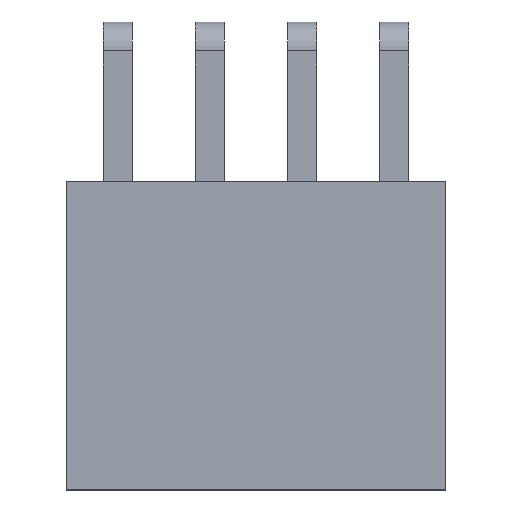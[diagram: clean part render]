
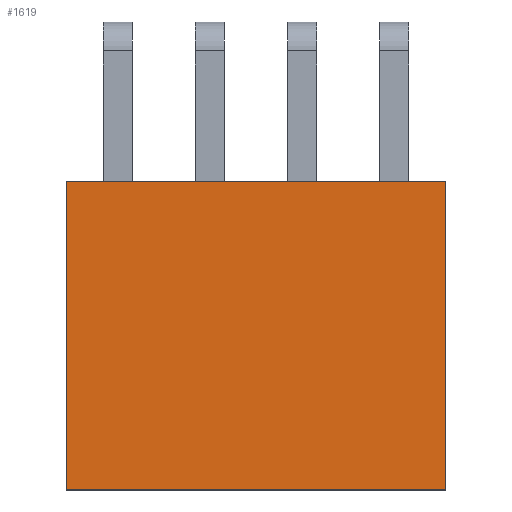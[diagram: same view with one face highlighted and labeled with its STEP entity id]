
A CAD part, top view. The second image highlights one B-rep face of the part: STEP entity #1619.
In plain terms, the highlighted planar face has unit normal (0, 0, 1).
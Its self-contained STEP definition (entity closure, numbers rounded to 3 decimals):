
#1619=ADVANCED_FACE('',(#3403),#3405,.T.);
#3403=FACE_BOUND('',#3404,.T.);
#3404=EDGE_LOOP('',(#4856,#4857,#4858,#4859));
#3405=PLANE('',#3406);
#3406=AXIS2_PLACEMENT_3D('',#3407,#3408,#3409);
#3407=CARTESIAN_POINT('',(9.04,-10.16,5.));
#3408=DIRECTION('',(0.,-0.,1.));
#3409=DIRECTION('',(0.,1.,0.));
#4856=ORIENTED_EDGE('',*,*,#5688,.T.);
#4857=ORIENTED_EDGE('',*,*,#5717,.T.);
#4858=ORIENTED_EDGE('',*,*,#5696,.F.);
#4859=ORIENTED_EDGE('',*,*,#5743,.F.);
#5688=EDGE_CURVE('',#6627,#6625,#6628,.T.);
#5696=EDGE_CURVE('',#6639,#6641,#6642,.T.);
#5717=EDGE_CURVE('',#6625,#6641,#6677,.T.);
#5743=EDGE_CURVE('',#6627,#6639,#6707,.T.);
#6625=VERTEX_POINT('',#8527);
#6627=VERTEX_POINT('',#8531);
#6628=LINE('',#8532,#8533);
#6639=VERTEX_POINT('',#8557);
#6641=VERTEX_POINT('',#8561);
#6642=LINE('',#8562,#8563);
#6677=LINE('',#8639,#8640);
#6707=LINE('',#8721,#8722);
#8527=CARTESIAN_POINT('',(9.04,-1.66,5.));
#8531=CARTESIAN_POINT('',(9.04,-10.16,5.));
#8532=CARTESIAN_POINT('',(9.04,-10.16,5.));
#8533=VECTOR('',#8534,1.);
#8534=DIRECTION('',(0.,1.,0.));
#8557=CARTESIAN_POINT('',(-1.42,-10.16,5.));
#8561=CARTESIAN_POINT('',(-1.42,-1.66,5.));
#8562=CARTESIAN_POINT('',(-1.42,-10.16,5.));
#8563=VECTOR('',#8564,1.);
#8564=DIRECTION('',(0.,1.,0.));
#8639=CARTESIAN_POINT('',(9.04,-1.66,5.));
#8640=VECTOR('',#8641,1.);
#8641=DIRECTION('',(-1.,0.,0.));
#8721=CARTESIAN_POINT('',(9.04,-10.16,5.));
#8722=VECTOR('',#8723,1.);
#8723=DIRECTION('',(-1.,0.,0.));
